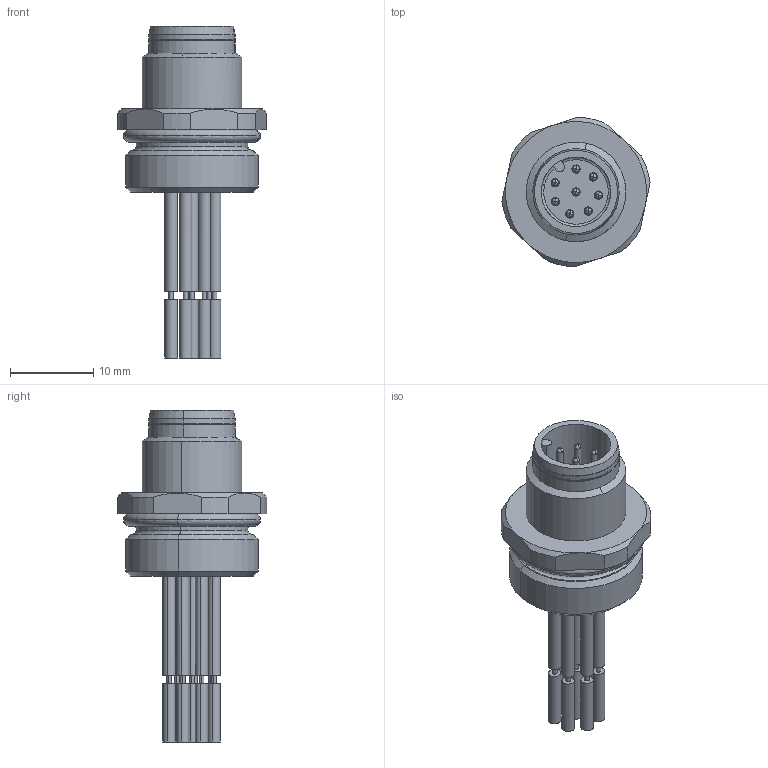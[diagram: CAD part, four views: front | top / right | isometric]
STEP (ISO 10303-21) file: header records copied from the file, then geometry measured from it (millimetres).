
FILE_DESCRIPTION(('CATIA V5 STEP Exchange','CAx-IF Rec.Pracs.--- Model Styling and Organization---1.5--- 2016-08-15','CAx-IF Rec.Pracs.---Supplemental Geometry---1.0---2011-11-01','CAx-IF Rec.Pracs.--- Composite Materials ---1.1---2010-07-15'),'2;1');
FILE_NAME ('040205-4_1', '2025-01-28T06:56:31+00:00', ('none'), ('Weidmueller'), 'CATIA Version 5-6 Release 2022 SP4 HF5', 'CATIA V5 STEP AP214 v3', 'none');
FILE_SCHEMA(('AUTOMOTIVE_DESIGN { 1 0 10303 214 1 1 1 1 }'));
Length unit declared in the file: millimetre
Products named in the file (1): 1861110000
Bounding box: 17.86 x 18 x 40 mm (x, y, z)
Volume: 2825.9 mm3; surface area: 3188.2 mm2
Topology: 1 solids, 2 shells, 243 faces, 545 edges, 313 vertices
Faces by surface type: cylinder 106, plane 44, torus 43, sphere 32, cone 18
Entity records: 7039 total; most frequent: CARTESIAN_POINT 2014, ORIENTED_EDGE 1026, DIRECTION 880, AXIS2_PLACEMENT_3D 522, EDGE_CURVE 513, VERTEX_POINT 313, CIRCLE 299, EDGE_LOOP 284
